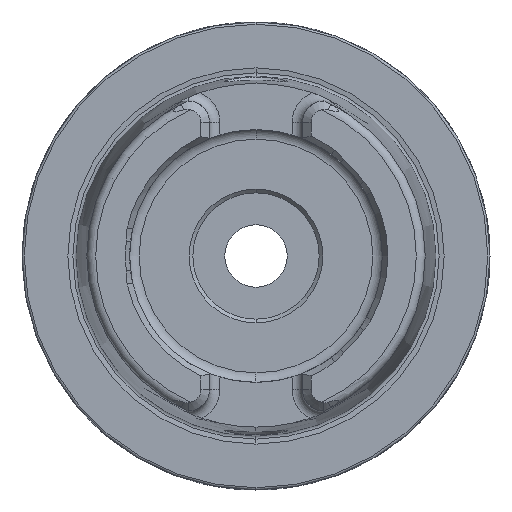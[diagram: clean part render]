
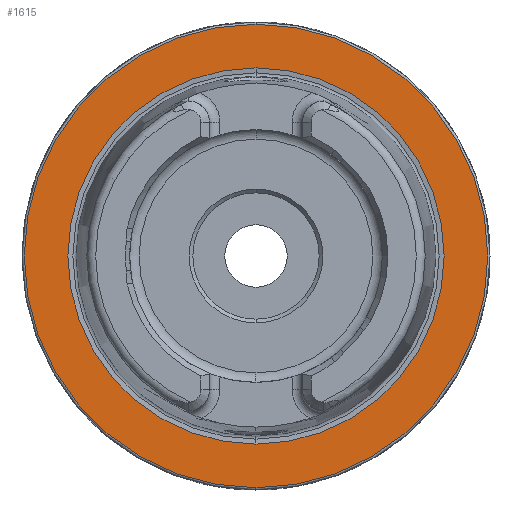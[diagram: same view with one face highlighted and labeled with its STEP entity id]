
A CAD part, left-side view. The second image highlights one B-rep face of the part: STEP entity #1615.
In plain terms, the highlighted planar face has unit normal (-1, 0, 0).
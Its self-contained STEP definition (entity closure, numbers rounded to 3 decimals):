
#43 = DIRECTION ( 'NONE',  ( -1., 0., 0. ) ) ;
#297 = DIRECTION ( 'NONE',  ( 0., 0., 1. ) ) ;
#363 = DIRECTION ( 'NONE',  ( 0., 0., -1. ) ) ;
#1028 = ORIENTED_EDGE ( 'NONE', *, *, #8303, .T. ) ;
#1077 = EDGE_CURVE ( 'NONE', #1668, #8651, #8740, .T. ) ;
#1108 = CARTESIAN_POINT ( 'NONE',  ( 0., 0., 31.2 ) ) ;
#1348 = DIRECTION ( 'NONE',  ( 0., 0., 1. ) ) ;
#1433 = CARTESIAN_POINT ( 'NONE',  ( 0., 0., -25.324 ) ) ;
#1615 = ADVANCED_FACE ( 'NONE', ( #3101, #8267 ), #8659, .F. ) ;
#1666 = ORIENTED_EDGE ( 'NONE', *, *, #5814, .F. ) ;
#1668 = VERTEX_POINT ( 'NONE', #1108 ) ;
#2191 = CIRCLE ( 'NONE', #3085, 25.324 ) ;
#2668 = ORIENTED_EDGE ( 'NONE', *, *, #1077, .T. ) ;
#2881 = CARTESIAN_POINT ( 'NONE',  ( 0., 0., 0. ) ) ;
#3085 = AXIS2_PLACEMENT_3D ( 'NONE', #6635, #7409, #297 ) ;
#3101 = FACE_BOUND ( 'NONE', #6558, .T. ) ;
#3106 = CARTESIAN_POINT ( 'NONE',  ( 0., 31.2, 0. ) ) ;
#3402 = VERTEX_POINT ( 'NONE', #1433 ) ;
#3752 = CIRCLE ( 'NONE', #8330, 25.324 ) ;
#3874 = DIRECTION ( 'NONE',  ( 1., 0., 0. ) ) ;
#3916 = EDGE_CURVE ( 'NONE', #3402, #6751, #2191, .T. ) ;
#4419 = ORIENTED_EDGE ( 'NONE', *, *, #3916, .F. ) ;
#4858 = CARTESIAN_POINT ( 'NONE',  ( 0., 0., 0. ) ) ;
#5588 = CARTESIAN_POINT ( 'NONE',  ( 0., 0., 0. ) ) ;
#5814 = EDGE_CURVE ( 'NONE', #6751, #3402, #3752, .T. ) ;
#6187 = EDGE_LOOP ( 'NONE', ( #2668, #1028 ) ) ;
#6188 = AXIS2_PLACEMENT_3D ( 'NONE', #3106, #3874, #363 ) ;
#6558 = EDGE_LOOP ( 'NONE', ( #1666, #4419 ) ) ;
#6568 = AXIS2_PLACEMENT_3D ( 'NONE', #4858, #9112, #9048 ) ;
#6635 = CARTESIAN_POINT ( 'NONE',  ( 0., 0., 0. ) ) ;
#6751 = VERTEX_POINT ( 'NONE', #8366 ) ;
#7322 = CARTESIAN_POINT ( 'NONE',  ( 0., 0., -31.2 ) ) ;
#7409 = DIRECTION ( 'NONE',  ( -1., 0., 0. ) ) ;
#7804 = DIRECTION ( 'NONE',  ( 0., 0., 1. ) ) ;
#7887 = CIRCLE ( 'NONE', #9192, 31.2 ) ;
#8267 = FACE_OUTER_BOUND ( 'NONE', #6187, .T. ) ;
#8303 = EDGE_CURVE ( 'NONE', #8651, #1668, #7887, .T. ) ;
#8330 = AXIS2_PLACEMENT_3D ( 'NONE', #2881, #43, #7804 ) ;
#8366 = CARTESIAN_POINT ( 'NONE',  ( 0., 0., 25.324 ) ) ;
#8651 = VERTEX_POINT ( 'NONE', #7322 ) ;
#8659 = PLANE ( 'NONE',  #6188 ) ;
#8740 = CIRCLE ( 'NONE', #6568, 31.2 ) ;
#8976 = DIRECTION ( 'NONE',  ( -1., 0., 0. ) ) ;
#9048 = DIRECTION ( 'NONE',  ( 0., 0., 1. ) ) ;
#9112 = DIRECTION ( 'NONE',  ( -1., 0., 0. ) ) ;
#9192 = AXIS2_PLACEMENT_3D ( 'NONE', #5588, #8976, #1348 ) ;
